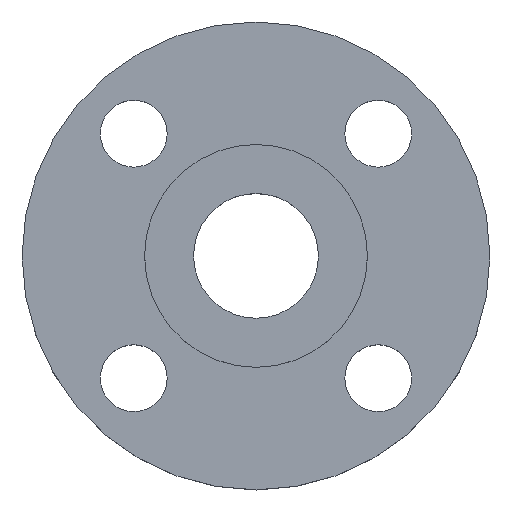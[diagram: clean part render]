
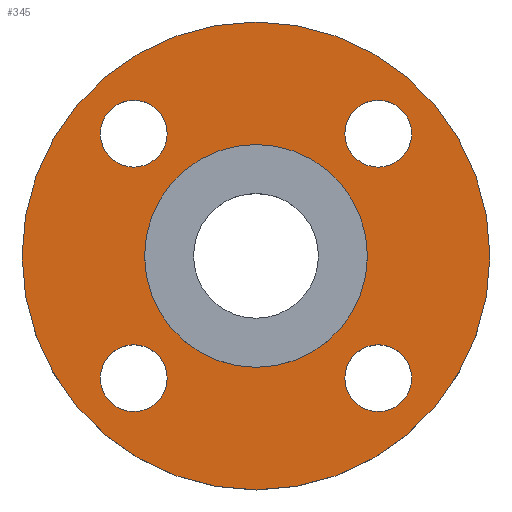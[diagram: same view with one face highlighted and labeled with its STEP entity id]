
A CAD part, top view. The second image highlights one B-rep face of the part: STEP entity #345.
In plain terms, the highlighted planar face has unit normal (0, 0, 1).
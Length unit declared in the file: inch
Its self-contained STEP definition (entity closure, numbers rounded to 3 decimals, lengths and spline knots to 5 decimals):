
#13 = DIRECTION ( 'NONE',  ( 0., -1., 0. ) ) ;
#23 = ORIENTED_EDGE ( 'NONE', *, *, #184, .T. ) ;
#28 = VERTEX_POINT ( 'NONE', #602 ) ;
#29 = CARTESIAN_POINT ( 'NONE',  ( 1.25, 0., -0.25 ) ) ;
#33 = AXIS2_PLACEMENT_3D ( 'NONE', #540, #41, #217 ) ;
#39 = ORIENTED_EDGE ( 'NONE', *, *, #574, .F. ) ;
#41 = DIRECTION ( 'NONE',  ( 0., 0., -1. ) ) ;
#53 = DIRECTION ( 'NONE',  ( 0., 0., 1. ) ) ;
#60 = AXIS2_PLACEMENT_3D ( 'NONE', #369, #188, #486 ) ;
#63 = CARTESIAN_POINT ( 'NONE',  ( -1.37179, 1.37179, -0.25 ) ) ;
#79 = AXIS2_PLACEMENT_3D ( 'NONE', #590, #468, #707 ) ;
#88 = VERTEX_POINT ( 'NONE', #180 ) ;
#91 = EDGE_LOOP ( 'NONE', ( #611, #23 ) ) ;
#93 = AXIS2_PLACEMENT_3D ( 'NONE', #617, #563, #552 ) ;
#109 = CIRCLE ( 'NONE', #695, 2.625 ) ;
#117 = CARTESIAN_POINT ( 'NONE',  ( 1.37179, -1.37179, -0.25 ) ) ;
#123 = EDGE_CURVE ( 'NONE', #159, #340, #484, .T. ) ;
#134 = ORIENTED_EDGE ( 'NONE', *, *, #500, .F. ) ;
#137 = CARTESIAN_POINT ( 'NONE',  ( 1.37179, -1.74679, -0.25 ) ) ;
#140 = CARTESIAN_POINT ( 'NONE',  ( -1.37179, 1.37179, -0.25 ) ) ;
#141 = DIRECTION ( 'NONE',  ( 0., 0., 1. ) ) ;
#146 = CIRCLE ( 'NONE', #598, 0.375 ) ;
#148 = AXIS2_PLACEMENT_3D ( 'NONE', #140, #152, #519 ) ;
#150 = CARTESIAN_POINT ( 'NONE',  ( 0., 0., -0.25 ) ) ;
#152 = DIRECTION ( 'NONE',  ( 0., 0., 1. ) ) ;
#159 = VERTEX_POINT ( 'NONE', #487 ) ;
#160 = CIRCLE ( 'NONE', #496, 0.375 ) ;
#166 = EDGE_CURVE ( 'NONE', #554, #303, #146, .T. ) ;
#180 = CARTESIAN_POINT ( 'NONE',  ( -1.25, 0., -0.25 ) ) ;
#184 = EDGE_CURVE ( 'NONE', #28, #253, #109, .T. ) ;
#188 = DIRECTION ( 'NONE',  ( 0., 0., -1. ) ) ;
#207 = CARTESIAN_POINT ( 'NONE',  ( -1.37179, 0.99679, -0.25 ) ) ;
#214 = ORIENTED_EDGE ( 'NONE', *, *, #752, .F. ) ;
#215 = CARTESIAN_POINT ( 'NONE',  ( 1.37179, -0.99679, -0.25 ) ) ;
#217 = DIRECTION ( 'NONE',  ( 1., 0., 0. ) ) ;
#218 = VERTEX_POINT ( 'NONE', #215 ) ;
#221 = CIRCLE ( 'NONE', #60, 1.25 ) ;
#222 = EDGE_CURVE ( 'NONE', #441, #480, #669, .T. ) ;
#224 = FACE_BOUND ( 'NONE', #501, .T. ) ;
#232 = ORIENTED_EDGE ( 'NONE', *, *, #599, .T. ) ;
#237 = EDGE_LOOP ( 'NONE', ( #324, #292 ) ) ;
#244 = CIRCLE ( 'NONE', #427, 2.625 ) ;
#245 = DIRECTION ( 'NONE',  ( 0., 0., 1. ) ) ;
#247 = DIRECTION ( 'NONE',  ( 1., 0., 0. ) ) ;
#253 = VERTEX_POINT ( 'NONE', #267 ) ;
#259 = CARTESIAN_POINT ( 'NONE',  ( 1.37179, 1.37179, -0.25 ) ) ;
#267 = CARTESIAN_POINT ( 'NONE',  ( 2.625, 0., -0.25 ) ) ;
#277 = FACE_BOUND ( 'NONE', #688, .T. ) ;
#284 = PLANE ( 'NONE',  #79 ) ;
#292 = ORIENTED_EDGE ( 'NONE', *, *, #123, .F. ) ;
#303 = VERTEX_POINT ( 'NONE', #207 ) ;
#321 = CARTESIAN_POINT ( 'NONE',  ( -1.37179, -1.37179, -0.25 ) ) ;
#324 = ORIENTED_EDGE ( 'NONE', *, *, #640, .F. ) ;
#333 = AXIS2_PLACEMENT_3D ( 'NONE', #117, #245, #13 ) ;
#339 = EDGE_CURVE ( 'NONE', #88, #760, #430, .T. ) ;
#340 = VERTEX_POINT ( 'NONE', #765 ) ;
#345 = ADVANCED_FACE ( 'NONE', ( #277, #224, #401, #775, #604, #530 ), #284, .T. ) ;
#350 = EDGE_CURVE ( 'NONE', #253, #28, #244, .T. ) ;
#358 = CARTESIAN_POINT ( 'NONE',  ( -1.37179, 1.74679, -0.25 ) ) ;
#369 = CARTESIAN_POINT ( 'NONE',  ( 0., 0., -0.25 ) ) ;
#371 = EDGE_LOOP ( 'NONE', ( #232, #728 ) ) ;
#377 = CIRCLE ( 'NONE', #660, 0.375 ) ;
#382 = ORIENTED_EDGE ( 'NONE', *, *, #166, .F. ) ;
#383 = DIRECTION ( 'NONE',  ( -1., 0., 0. ) ) ;
#401 = FACE_BOUND ( 'NONE', #402, .T. ) ;
#402 = EDGE_LOOP ( 'NONE', ( #382, #498 ) ) ;
#403 = CIRCLE ( 'NONE', #93, 0.375 ) ;
#426 = DIRECTION ( 'NONE',  ( 0., 0., 1. ) ) ;
#427 = AXIS2_PLACEMENT_3D ( 'NONE', #601, #53, #711 ) ;
#430 = CIRCLE ( 'NONE', #33, 1.25 ) ;
#441 = VERTEX_POINT ( 'NONE', #594 ) ;
#452 = ORIENTED_EDGE ( 'NONE', *, *, #222, .F. ) ;
#461 = DIRECTION ( 'NONE',  ( 0., 0., 1. ) ) ;
#468 = DIRECTION ( 'NONE',  ( 0., 0., 1. ) ) ;
#480 = VERTEX_POINT ( 'NONE', #734 ) ;
#483 = CIRCLE ( 'NONE', #333, 0.375 ) ;
#484 = CIRCLE ( 'NONE', #671, 0.375 ) ;
#486 = DIRECTION ( 'NONE',  ( 1., 0., 0. ) ) ;
#487 = CARTESIAN_POINT ( 'NONE',  ( 0.99679, 1.37179, -0.25 ) ) ;
#496 = AXIS2_PLACEMENT_3D ( 'NONE', #259, #740, #575 ) ;
#498 = ORIENTED_EDGE ( 'NONE', *, *, #650, .F. ) ;
#500 = EDGE_CURVE ( 'NONE', #218, #722, #483, .T. ) ;
#501 = EDGE_LOOP ( 'NONE', ( #452, #214 ) ) ;
#519 = DIRECTION ( 'NONE',  ( 0., 1., 0. ) ) ;
#530 = FACE_OUTER_BOUND ( 'NONE', #91, .T. ) ;
#540 = CARTESIAN_POINT ( 'NONE',  ( 0., 0., -0.25 ) ) ;
#541 = CARTESIAN_POINT ( 'NONE',  ( 1.37179, 1.37179, -0.25 ) ) ;
#549 = DIRECTION ( 'NONE',  ( 0., 1., 0. ) ) ;
#552 = DIRECTION ( 'NONE',  ( 0., -1., 0. ) ) ;
#554 = VERTEX_POINT ( 'NONE', #358 ) ;
#557 = AXIS2_PLACEMENT_3D ( 'NONE', #748, #141, #696 ) ;
#563 = DIRECTION ( 'NONE',  ( 0., 0., 1. ) ) ;
#574 = EDGE_CURVE ( 'NONE', #722, #218, #403, .T. ) ;
#575 = DIRECTION ( 'NONE',  ( 1., 0., 0. ) ) ;
#590 = CARTESIAN_POINT ( 'NONE',  ( 0., 0., -0.25 ) ) ;
#594 = CARTESIAN_POINT ( 'NONE',  ( -1.74679, -1.37179, -0.25 ) ) ;
#598 = AXIS2_PLACEMENT_3D ( 'NONE', #63, #615, #549 ) ;
#599 = EDGE_CURVE ( 'NONE', #760, #88, #221, .T. ) ;
#601 = CARTESIAN_POINT ( 'NONE',  ( 0., 0., -0.25 ) ) ;
#602 = CARTESIAN_POINT ( 'NONE',  ( -2.625, 0., -0.25 ) ) ;
#604 = FACE_BOUND ( 'NONE', #371, .T. ) ;
#605 = DIRECTION ( 'NONE',  ( 1., 0., 0. ) ) ;
#611 = ORIENTED_EDGE ( 'NONE', *, *, #350, .T. ) ;
#612 = CIRCLE ( 'NONE', #148, 0.375 ) ;
#615 = DIRECTION ( 'NONE',  ( 0., 0., 1. ) ) ;
#617 = CARTESIAN_POINT ( 'NONE',  ( 1.37179, -1.37179, -0.25 ) ) ;
#640 = EDGE_CURVE ( 'NONE', #340, #159, #160, .T. ) ;
#650 = EDGE_CURVE ( 'NONE', #303, #554, #612, .T. ) ;
#660 = AXIS2_PLACEMENT_3D ( 'NONE', #321, #461, #383 ) ;
#669 = CIRCLE ( 'NONE', #557, 0.375 ) ;
#671 = AXIS2_PLACEMENT_3D ( 'NONE', #541, #426, #605 ) ;
#688 = EDGE_LOOP ( 'NONE', ( #39, #134 ) ) ;
#695 = AXIS2_PLACEMENT_3D ( 'NONE', #150, #762, #247 ) ;
#696 = DIRECTION ( 'NONE',  ( -1., 0., 0. ) ) ;
#707 = DIRECTION ( 'NONE',  ( 1., 0., 0. ) ) ;
#711 = DIRECTION ( 'NONE',  ( 1., 0., 0. ) ) ;
#722 = VERTEX_POINT ( 'NONE', #137 ) ;
#728 = ORIENTED_EDGE ( 'NONE', *, *, #339, .T. ) ;
#734 = CARTESIAN_POINT ( 'NONE',  ( -0.99679, -1.37179, -0.25 ) ) ;
#740 = DIRECTION ( 'NONE',  ( 0., 0., 1. ) ) ;
#748 = CARTESIAN_POINT ( 'NONE',  ( -1.37179, -1.37179, -0.25 ) ) ;
#752 = EDGE_CURVE ( 'NONE', #480, #441, #377, .T. ) ;
#760 = VERTEX_POINT ( 'NONE', #29 ) ;
#762 = DIRECTION ( 'NONE',  ( 0., 0., 1. ) ) ;
#765 = CARTESIAN_POINT ( 'NONE',  ( 1.74679, 1.37179, -0.25 ) ) ;
#775 = FACE_BOUND ( 'NONE', #237, .T. ) ;
